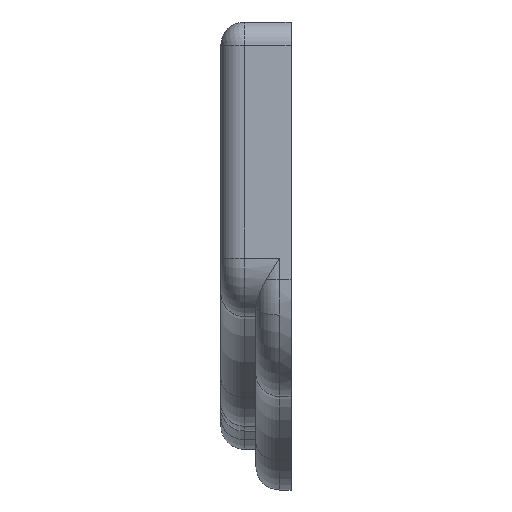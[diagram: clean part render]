
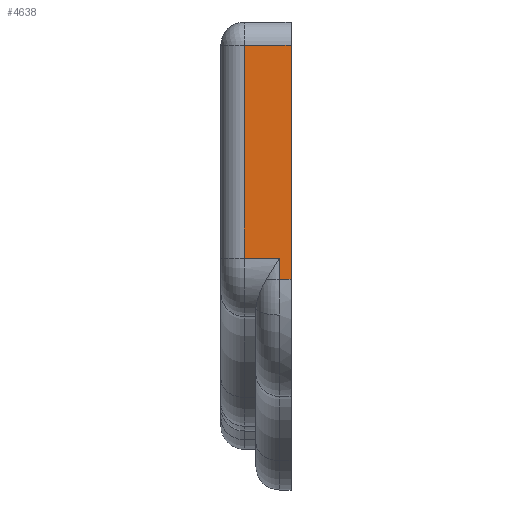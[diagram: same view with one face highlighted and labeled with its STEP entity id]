
A CAD part, left-side view. The second image highlights one B-rep face of the part: STEP entity #4638.
In plain terms, the highlighted planar face has unit normal (-1, 0, 0).
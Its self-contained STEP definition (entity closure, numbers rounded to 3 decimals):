
#17=PLANE('',#5000);
#162=LINE('',#7118,#624);
#163=LINE('',#7121,#625);
#164=LINE('',#7123,#626);
#165=LINE('',#7125,#627);
#166=LINE('',#7127,#628);
#167=LINE('',#7128,#629);
#624=VECTOR('',#5652,10.);
#625=VECTOR('',#5655,10.);
#626=VECTOR('',#5656,10.);
#627=VECTOR('',#5657,10.);
#628=VECTOR('',#5658,10.);
#629=VECTOR('',#5659,10.);
#1194=FACE_OUTER_BOUND('',#1456,.T.);
#1456=EDGE_LOOP('',(#3255,#3256,#3257,#3258,#3259,#3260));
#2005=VERTEX_POINT('',#7109);
#2006=VERTEX_POINT('',#7113);
#2007=VERTEX_POINT('',#7120);
#2008=VERTEX_POINT('',#7122);
#2009=VERTEX_POINT('',#7124);
#2010=VERTEX_POINT('',#7126);
#2500=EDGE_CURVE('',#2005,#2006,#162,.T.);
#2501=EDGE_CURVE('',#2007,#2006,#163,.T.);
#2502=EDGE_CURVE('',#2008,#2005,#164,.T.);
#2503=EDGE_CURVE('',#2009,#2008,#165,.T.);
#2504=EDGE_CURVE('',#2010,#2009,#166,.T.);
#2505=EDGE_CURVE('',#2007,#2010,#167,.T.);
#3255=ORIENTED_EDGE('',*,*,#2501,.T.);
#3256=ORIENTED_EDGE('',*,*,#2500,.F.);
#3257=ORIENTED_EDGE('',*,*,#2502,.F.);
#3258=ORIENTED_EDGE('',*,*,#2503,.F.);
#3259=ORIENTED_EDGE('',*,*,#2504,.F.);
#3260=ORIENTED_EDGE('',*,*,#2505,.F.);
#4638=ADVANCED_FACE('',(#1194),#17,.T.);
#5000=AXIS2_PLACEMENT_3D('',#7119,#5653,#5654);
#5652=DIRECTION('',(0.,0.,1.));
#5653=DIRECTION('center_axis',(-1.,0.,0.));
#5654=DIRECTION('ref_axis',(0.,0.,1.));
#5655=DIRECTION('',(0.,-1.,0.));
#5656=DIRECTION('',(0.,1.,0.));
#5657=DIRECTION('',(0.,0.,-1.));
#5658=DIRECTION('',(0.,-1.,0.));
#5659=DIRECTION('',(0.,0.,1.));
#7109=CARTESIAN_POINT('',(-30.,0.5,0.));
#7113=CARTESIAN_POINT('',(-30.,0.5,0.91));
#7118=CARTESIAN_POINT('',(-30.,0.5,-7.101));
#7119=CARTESIAN_POINT('Origin',(-30.,0.,-9.));
#7120=CARTESIAN_POINT('',(-30.,2.,0.91));
#7121=CARTESIAN_POINT('',(-30.,3.,0.91));
#7122=CARTESIAN_POINT('',(-30.,0.,0.));
#7123=CARTESIAN_POINT('',(-30.,3.,0.));
#7124=CARTESIAN_POINT('',(-30.,0.,10.));
#7125=CARTESIAN_POINT('',(-30.,0.,11.));
#7126=CARTESIAN_POINT('',(-30.,2.,10.));
#7127=CARTESIAN_POINT('',(-30.,0.,10.));
#7128=CARTESIAN_POINT('',(-30.,2.,-4.));
